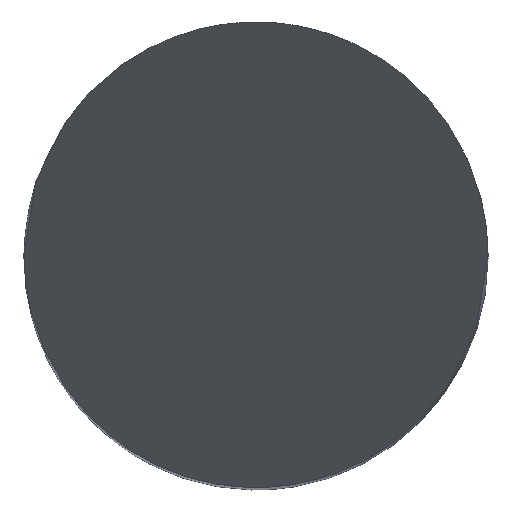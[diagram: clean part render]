
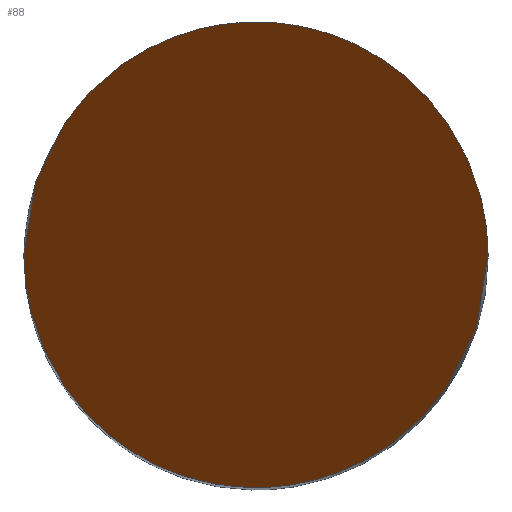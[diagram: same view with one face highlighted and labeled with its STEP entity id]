
A CAD part, top view. The second image highlights one B-rep face of the part: STEP entity #88.
In plain terms, the highlighted planar face has unit normal (0, -0.866, 0.5).
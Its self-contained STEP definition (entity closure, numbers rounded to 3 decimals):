
#63=PLANE('',#736);
#88=ADVANCED_FACE('',(#138),#63,.F.);
#138=FACE_OUTER_BOUND('',#177,.T.);
#177=EDGE_LOOP('',(#325,#326));
#325=ORIENTED_EDGE('',*,*,#536,.F.);
#326=ORIENTED_EDGE('',*,*,#555,.F.);
#469=VERTEX_POINT('',#1418);
#470=VERTEX_POINT('',#1419);
#536=EDGE_CURVE('',#469,#470,#666,.T.);
#555=EDGE_CURVE('',#470,#469,#670,.T.);
#666=(
BOUNDED_CURVE()
B_SPLINE_CURVE(3,(#1414,#1415,#1416,#1417),.UNSPECIFIED.,.F.,.F.)
B_SPLINE_CURVE_WITH_KNOTS((4,4),(0.,1.),.UNSPECIFIED.)
CURVE()
GEOMETRIC_REPRESENTATION_ITEM()
RATIONAL_B_SPLINE_CURVE((1.,0.333,0.333,1.))
REPRESENTATION_ITEM('')
);
#670=(
BOUNDED_CURVE()
B_SPLINE_CURVE(3,(#1486,#1487,#1488,#1489),.UNSPECIFIED.,.F.,.F.)
B_SPLINE_CURVE_WITH_KNOTS((4,4),(0.,1.),.UNSPECIFIED.)
CURVE()
GEOMETRIC_REPRESENTATION_ITEM()
RATIONAL_B_SPLINE_CURVE((1.,0.333,0.333,1.))
REPRESENTATION_ITEM('')
);
#736=AXIS2_PLACEMENT_3D('',#1510,#838,#839);
#838=DIRECTION('',(0.,0.866,-0.5));
#839=DIRECTION('',(0.,-0.5,-0.866));
#1414=CARTESIAN_POINT('',(-2.,0.,0.));
#1415=CARTESIAN_POINT('',(-2.,4.,6.928));
#1416=CARTESIAN_POINT('',(2.,4.,6.928));
#1417=CARTESIAN_POINT('',(2.,0.,0.));
#1418=CARTESIAN_POINT('',(-2.,0.,0.));
#1419=CARTESIAN_POINT('',(2.,0.,0.));
#1486=CARTESIAN_POINT('',(2.,0.,0.));
#1487=CARTESIAN_POINT('',(2.,-4.,-6.928));
#1488=CARTESIAN_POINT('',(-2.,-4.,-6.928));
#1489=CARTESIAN_POINT('',(-2.,0.,0.));
#1510=CARTESIAN_POINT('',(2.,2.,3.464));
